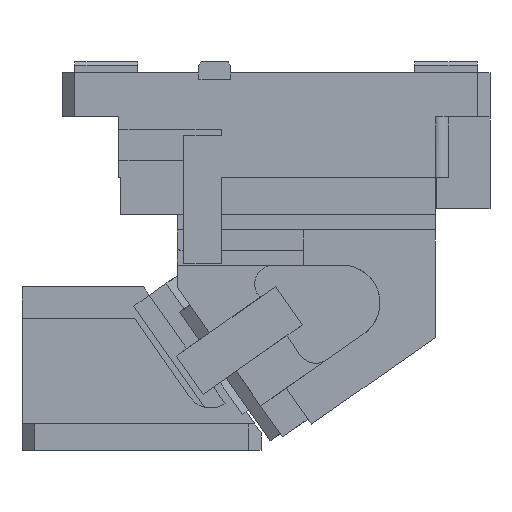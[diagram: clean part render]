
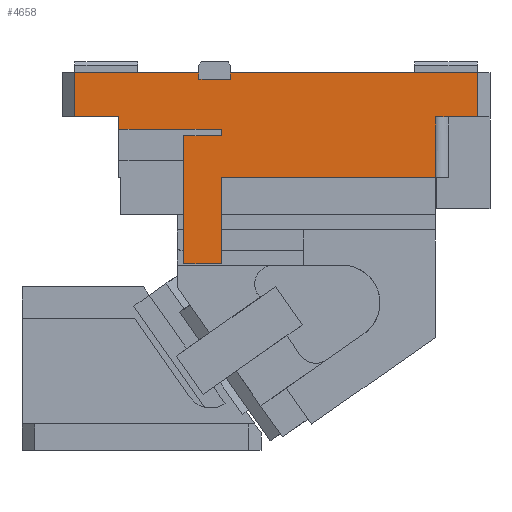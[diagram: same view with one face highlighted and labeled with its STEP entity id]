
A CAD part, front view. The second image highlights one B-rep face of the part: STEP entity #4658.
In plain terms, the highlighted planar face has unit normal (0, -1, 0).
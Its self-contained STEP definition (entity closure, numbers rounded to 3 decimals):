
#134=CARTESIAN_POINT('Vertex',(42.,-100.,300.)) ;
#137=CARTESIAN_POINT('Line Origine',(91.333,-100.,300.)) ;
#141=CARTESIAN_POINT('Vertex',(140.665,-100.,300.)) ;
#522=CARTESIAN_POINT('Vertex',(42.,-100.,265.)) ;
#525=CARTESIAN_POINT('Line Origine',(42.,-100.,282.5)) ;
#1147=CARTESIAN_POINT('Vertex',(329.,-100.,217.211)) ;
#1150=CARTESIAN_POINT('Line Origine',(243.794,-100.,217.211)) ;
#1154=CARTESIAN_POINT('Vertex',(158.588,-100.,217.211)) ;
#1754=CARTESIAN_POINT('Vertex',(329.,-100.,265.)) ;
#1757=CARTESIAN_POINT('Line Origine',(329.,-100.,241.105)) ;
#2312=CARTESIAN_POINT('Vertex',(77.,-100.,255.211)) ;
#2333=CARTESIAN_POINT('Vertex',(158.588,-100.,255.211)) ;
#2336=CARTESIAN_POINT('Line Origine',(143.588,-100.,255.211)) ;
#2340=CARTESIAN_POINT('Vertex',(128.588,-100.,255.211)) ;
#2343=CARTESIAN_POINT('Line Origine',(102.794,-100.,255.211)) ;
#2375=CARTESIAN_POINT('Vertex',(165.665,-100.,295.)) ;
#2378=CARTESIAN_POINT('Line Origine',(165.665,-100.,297.5)) ;
#2382=CARTESIAN_POINT('Vertex',(165.665,-100.,300.)) ;
#2402=CARTESIAN_POINT('Line Origine',(362.,-100.,282.5)) ;
#2406=CARTESIAN_POINT('Vertex',(362.,-100.,265.)) ;
#2408=CARTESIAN_POINT('Vertex',(362.,-100.,300.)) ;
#2455=CARTESIAN_POINT('Vertex',(128.588,-100.,250.211)) ;
#2458=CARTESIAN_POINT('Line Origine',(143.588,-100.,250.211)) ;
#2462=CARTESIAN_POINT('Vertex',(158.588,-100.,250.211)) ;
#2477=CARTESIAN_POINT('Line Origine',(158.588,-100.,252.711)) ;
#3459=CARTESIAN_POINT('Line Origine',(143.588,-100.,148.211)) ;
#3463=CARTESIAN_POINT('Vertex',(158.588,-100.,148.211)) ;
#3465=CARTESIAN_POINT('Vertex',(128.588,-100.,148.211)) ;
#3494=CARTESIAN_POINT('Vertex',(140.665,-100.,295.)) ;
#3497=CARTESIAN_POINT('Line Origine',(153.165,-100.,295.)) ;
#3560=CARTESIAN_POINT('Line Origine',(128.588,-100.,199.211)) ;
#3938=CARTESIAN_POINT('Line Origine',(158.588,-100.,182.711)) ;
#4091=CARTESIAN_POINT('Line Origine',(77.,-100.,260.105)) ;
#4095=CARTESIAN_POINT('Vertex',(77.,-100.,265.)) ;
#4269=CARTESIAN_POINT('Line Origine',(263.833,-100.,300.)) ;
#4610=CARTESIAN_POINT('Line Origine',(140.665,-100.,297.5)) ;
#4622=CARTESIAN_POINT('Axis2P3D Location',(303.02,-100.,275.239)) ;
#4627=CARTESIAN_POINT('Line Origine',(345.5,-100.,265.)) ;
#4632=CARTESIAN_POINT('Line Origine',(59.5,-100.,265.)) ;
#138=DIRECTION('Vector Direction',(-1.,0.,0.)) ;
#526=DIRECTION('Vector Direction',(0.,0.,-1.)) ;
#1151=DIRECTION('Vector Direction',(-1.,0.,0.)) ;
#1758=DIRECTION('Vector Direction',(0.,0.,-1.)) ;
#2337=DIRECTION('Vector Direction',(1.,0.,0.)) ;
#2344=DIRECTION('Vector Direction',(1.,0.,0.)) ;
#2379=DIRECTION('Vector Direction',(0.,0.,-1.)) ;
#2403=DIRECTION('Vector Direction',(0.,0.,1.)) ;
#2459=DIRECTION('Vector Direction',(-1.,0.,0.)) ;
#2478=DIRECTION('Vector Direction',(0.,0.,-1.)) ;
#3460=DIRECTION('Vector Direction',(-1.,0.,0.)) ;
#3498=DIRECTION('Vector Direction',(1.,0.,0.)) ;
#3561=DIRECTION('Vector Direction',(0.,0.,-1.)) ;
#3939=DIRECTION('Vector Direction',(0.,0.,1.)) ;
#4092=DIRECTION('Vector Direction',(0.,0.,1.)) ;
#4270=DIRECTION('Vector Direction',(-1.,0.,0.)) ;
#4611=DIRECTION('Vector Direction',(0.,0.,-1.)) ;
#4623=DIRECTION('Axis2P3D Direction',(0.,1.,-0.)) ;
#4624=DIRECTION('Axis2P3D XDirection',(-1.,0.,0.)) ;
#4628=DIRECTION('Vector Direction',(-1.,0.,0.)) ;
#4633=DIRECTION('Vector Direction',(-1.,0.,0.)) ;
#4625=AXIS2_PLACEMENT_3D('Plane Axis2P3D',#4622,#4623,#4624) ;
#4638=ORIENTED_EDGE('',*,*,#2342,.T.) ;
#4639=ORIENTED_EDGE('',*,*,#2481,.T.) ;
#4640=ORIENTED_EDGE('',*,*,#2464,.T.) ;
#4641=ORIENTED_EDGE('',*,*,#3564,.T.) ;
#4642=ORIENTED_EDGE('',*,*,#3467,.F.) ;
#4643=ORIENTED_EDGE('',*,*,#3942,.T.) ;
#4644=ORIENTED_EDGE('',*,*,#1156,.F.) ;
#4645=ORIENTED_EDGE('',*,*,#1761,.F.) ;
#4646=ORIENTED_EDGE('',*,*,#4631,.F.) ;
#4647=ORIENTED_EDGE('',*,*,#2410,.T.) ;
#4648=ORIENTED_EDGE('',*,*,#4273,.T.) ;
#4649=ORIENTED_EDGE('',*,*,#2384,.T.) ;
#4650=ORIENTED_EDGE('',*,*,#3501,.F.) ;
#4651=ORIENTED_EDGE('',*,*,#4614,.F.) ;
#4652=ORIENTED_EDGE('',*,*,#143,.T.) ;
#4653=ORIENTED_EDGE('',*,*,#529,.T.) ;
#4654=ORIENTED_EDGE('',*,*,#4636,.F.) ;
#4655=ORIENTED_EDGE('',*,*,#4097,.F.) ;
#4656=ORIENTED_EDGE('',*,*,#2347,.T.) ;
#139=VECTOR('Line Direction',#138,1.) ;
#527=VECTOR('Line Direction',#526,1.) ;
#1152=VECTOR('Line Direction',#1151,1.) ;
#1759=VECTOR('Line Direction',#1758,1.) ;
#2338=VECTOR('Line Direction',#2337,1.) ;
#2345=VECTOR('Line Direction',#2344,1.) ;
#2380=VECTOR('Line Direction',#2379,1.) ;
#2404=VECTOR('Line Direction',#2403,1.) ;
#2460=VECTOR('Line Direction',#2459,1.) ;
#2479=VECTOR('Line Direction',#2478,1.) ;
#3461=VECTOR('Line Direction',#3460,1.) ;
#3499=VECTOR('Line Direction',#3498,1.) ;
#3562=VECTOR('Line Direction',#3561,1.) ;
#3940=VECTOR('Line Direction',#3939,1.) ;
#4093=VECTOR('Line Direction',#4092,1.) ;
#4271=VECTOR('Line Direction',#4270,1.) ;
#4612=VECTOR('Line Direction',#4611,1.) ;
#4629=VECTOR('Line Direction',#4628,1.) ;
#4634=VECTOR('Line Direction',#4633,1.) ;
#4658=ADVANCED_FACE('CAM HOLDER',(#4657),#4626,.F.) ;
#143=EDGE_CURVE('',#142,#135,#140,.T.) ;
#529=EDGE_CURVE('',#135,#523,#528,.T.) ;
#1156=EDGE_CURVE('',#1148,#1155,#1153,.T.) ;
#1761=EDGE_CURVE('',#1755,#1148,#1760,.T.) ;
#2342=EDGE_CURVE('',#2341,#2334,#2339,.T.) ;
#2347=EDGE_CURVE('',#2313,#2341,#2346,.T.) ;
#2384=EDGE_CURVE('',#2383,#2376,#2381,.T.) ;
#2410=EDGE_CURVE('',#2407,#2409,#2405,.T.) ;
#2464=EDGE_CURVE('',#2463,#2456,#2461,.T.) ;
#2481=EDGE_CURVE('',#2334,#2463,#2480,.T.) ;
#3467=EDGE_CURVE('',#3464,#3466,#3462,.T.) ;
#3501=EDGE_CURVE('',#3495,#2376,#3500,.T.) ;
#3564=EDGE_CURVE('',#2456,#3466,#3563,.T.) ;
#3942=EDGE_CURVE('',#3464,#1155,#3941,.T.) ;
#4097=EDGE_CURVE('',#2313,#4096,#4094,.T.) ;
#4273=EDGE_CURVE('',#2409,#2383,#4272,.T.) ;
#4614=EDGE_CURVE('',#142,#3495,#4613,.T.) ;
#4631=EDGE_CURVE('',#2407,#1755,#4630,.T.) ;
#4636=EDGE_CURVE('',#4096,#523,#4635,.T.) ;
#4637=EDGE_LOOP('',(#4638,#4639,#4640,#4641,#4642,#4643,#4644,#4645,#4646,#4647,#4648,#4649,#4650,#4651,#4652,#4653,#4654,#4655,#4656)) ;
#4657=FACE_OUTER_BOUND('',#4637,.T.) ;
#140=LINE('Line',#137,#139) ;
#528=LINE('Line',#525,#527) ;
#1153=LINE('Line',#1150,#1152) ;
#1760=LINE('Line',#1757,#1759) ;
#2339=LINE('Line',#2336,#2338) ;
#2346=LINE('Line',#2343,#2345) ;
#2381=LINE('Line',#2378,#2380) ;
#2405=LINE('Line',#2402,#2404) ;
#2461=LINE('Line',#2458,#2460) ;
#2480=LINE('Line',#2477,#2479) ;
#3462=LINE('Line',#3459,#3461) ;
#3500=LINE('Line',#3497,#3499) ;
#3563=LINE('Line',#3560,#3562) ;
#3941=LINE('Line',#3938,#3940) ;
#4094=LINE('Line',#4091,#4093) ;
#4272=LINE('Line',#4269,#4271) ;
#4613=LINE('Line',#4610,#4612) ;
#4630=LINE('Line',#4627,#4629) ;
#4635=LINE('Line',#4632,#4634) ;
#4626=PLANE('Plane',#4625) ;
#135=VERTEX_POINT('',#134) ;
#142=VERTEX_POINT('',#141) ;
#523=VERTEX_POINT('',#522) ;
#1148=VERTEX_POINT('',#1147) ;
#1155=VERTEX_POINT('',#1154) ;
#1755=VERTEX_POINT('',#1754) ;
#2313=VERTEX_POINT('',#2312) ;
#2334=VERTEX_POINT('',#2333) ;
#2341=VERTEX_POINT('',#2340) ;
#2376=VERTEX_POINT('',#2375) ;
#2383=VERTEX_POINT('',#2382) ;
#2407=VERTEX_POINT('',#2406) ;
#2409=VERTEX_POINT('',#2408) ;
#2456=VERTEX_POINT('',#2455) ;
#2463=VERTEX_POINT('',#2462) ;
#3464=VERTEX_POINT('',#3463) ;
#3466=VERTEX_POINT('',#3465) ;
#3495=VERTEX_POINT('',#3494) ;
#4096=VERTEX_POINT('',#4095) ;
